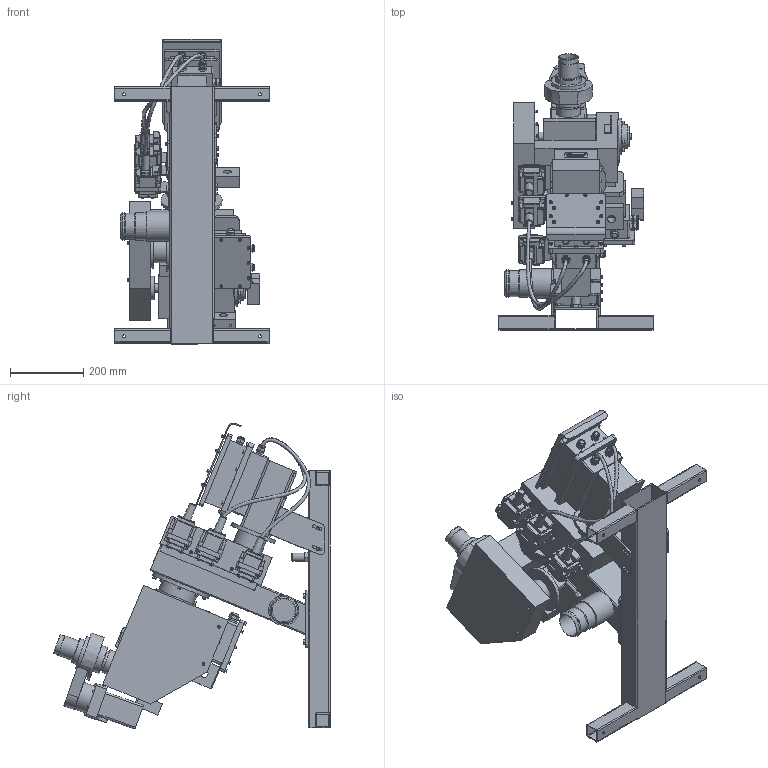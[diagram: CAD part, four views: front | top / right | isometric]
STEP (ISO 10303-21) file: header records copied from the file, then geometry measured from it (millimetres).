
FILE_DESCRIPTION(/* description */ (''),/* implementation_level */ '2;1');
FILE_NAME(/* name */ '51225_Mdd_3D.stp',/* time_stamp */ '2015-05-22T09:29:21+02:00',/* author */ ('guzb562'),/* organization */ (''),/* preprocessor_version */ 'ST-DEVELOPER v15.6',/* originating_system */ 'Autodesk Inventor 2015',/* authorisation */ '3927864 mm^3');
FILE_SCHEMA (('AUTOMOTIVE_DESIGN { 1 0 10303 214 3 1 1 }'));
Products named in the file (7): MDD 3d_unterteil; mdd 3d schwenkteil; Box_DMX; Box_Power; 51225_Mdd_3D.Kabelbaum1; 51225_Mdd_3D
Assembly tree (7 placements, depth 3):
  51225_Mdd_3D
    MDD 3d_unterteil
    mdd 3d schwenkteil
    Box_DMX  x2
    Box_Power
    51225_Mdd_3D.Kabelbaum1
      51225_Mdd_3D.Kabelbaum1
Bounding box: 420 x 754.43 x 834.4 mm (x, y, z)
Volume: 29817924.9 mm3; surface area: 2463716.7 mm2
Topology: 7 solids, 14 shells, 2399 faces, 6027 edges, 3912 vertices
Faces by surface type: plane 1637, cylinder 569, bspline 117, torus 49, cone 15, sphere 12
Full cylindrical faces by diameter (mm): 4.2 x2, 5 x2, 5.6 x4, 6 x7, 6.6 x2, 6.844 x1, 7 x16, 7.7 x62, 7.757 x8, 8 x8, 8.6 x8, 9 x18, 10 x2, 12.497 x1, 12.782 x1, 16 x1, 16.489 x1, 16.692 x1, 16.725 x1, 17.121 x2, 17.214 x2, 17.255 x1, 17.29 x1, 17.853 x2, 18.648 x1, 18.791 x2, 19.198 x1, 20.672 x1, 20.774 x1, 21.393 x1
Entity records: 66224 total; most frequent: CARTESIAN_POINT 14049, ORIENTED_EDGE 10474, DIRECTION 10297, EDGE_CURVE 5239, LINE 3955, VECTOR 3955, VERTEX_POINT 3542, AXIS2_PLACEMENT_3D 3171
